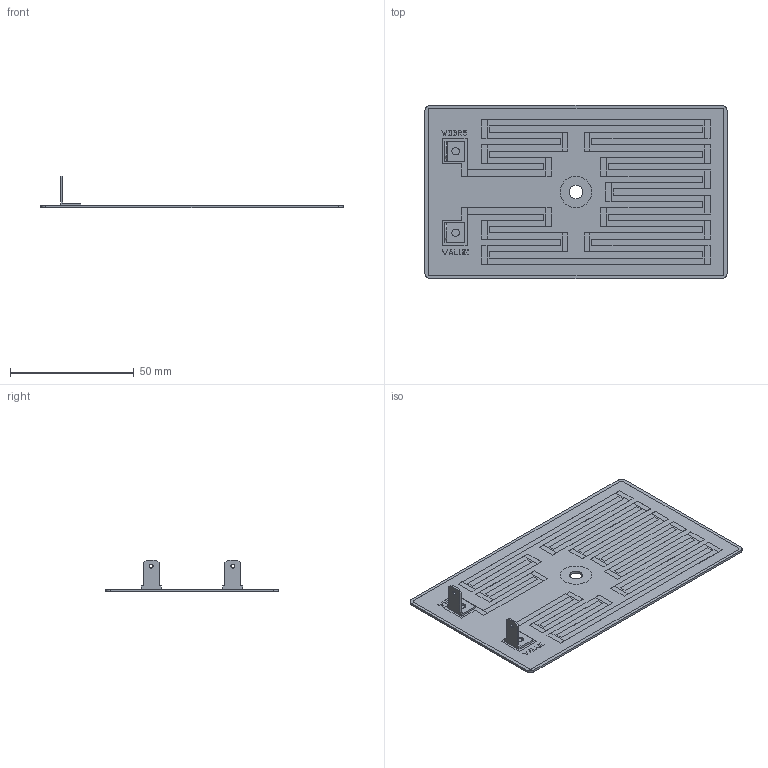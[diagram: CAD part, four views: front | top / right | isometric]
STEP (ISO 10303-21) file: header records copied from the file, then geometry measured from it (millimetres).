
FILE_DESCRIPTION (( 'STEP AP203' ), '1' );
FILE_NAME ('WDBR5-RKTW.STEP', '2017-09-28T08:13:10', ( '' ), ( '' ), 'SwSTEP 2.0', 'SolidWorks 2015', '' );
FILE_SCHEMA (( 'CONFIG_CONTROL_DESIGN' ));
Length unit declared in the file: millimetre
Products named in the file (1): WDBR5-RKTW
Bounding box: 122 x 70 x 12.9 mm (x, y, z)
Volume: 7882.1 mm3; surface area: 17776.3 mm2
Topology: 1 solids, 1 shells, 379 faces, 1065 edges, 710 vertices
Faces by surface type: plane 358, cylinder 21
Entity records: 12090 total; most frequent: CARTESIAN_POINT 2155, ORIENTED_EDGE 2130, DIRECTION 1867, EDGE_CURVE 1065, LINE 1023, VECTOR 1023, VERTEX_POINT 710, AXIS2_PLACEMENT_3D 422
